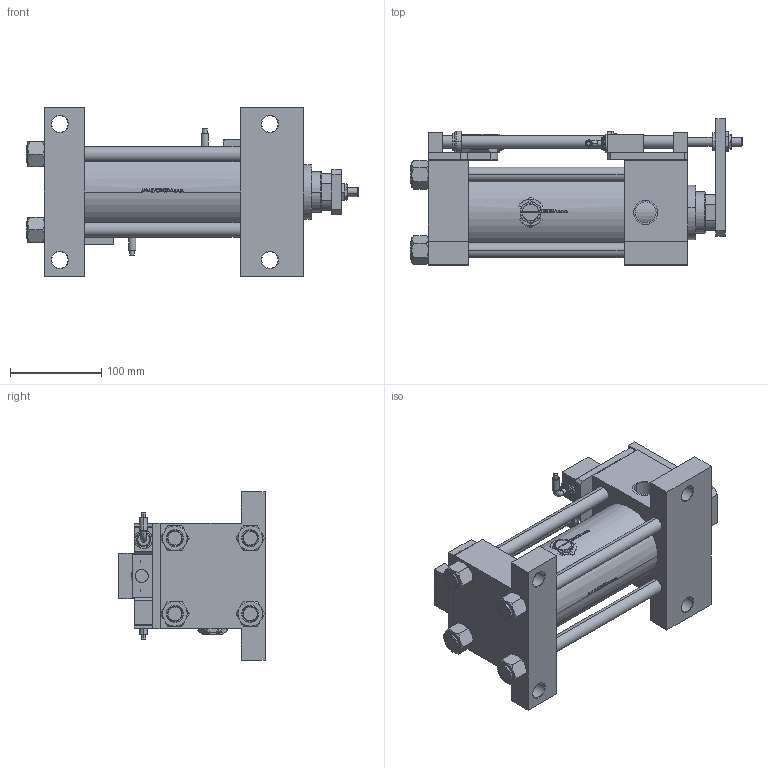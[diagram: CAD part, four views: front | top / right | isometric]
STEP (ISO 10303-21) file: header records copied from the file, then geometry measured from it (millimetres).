
FILE_DESCRIPTION (( 'STEP AP203' ), '1' );
FILE_NAME ('e9ca.STEP', '2022-04-16T21:57:04', ( '' ), ( '' ), 'SwSTEP 2.0', 'SolidWorks 2019', '' );
FILE_SCHEMA (( 'CONFIG_CONTROL_DESIGN' ));
Length unit declared in the file: millimetre
Products named in the file (17): V215CD_SWITCH_Q_NUT10 d6599c73f34a220e1bc1bd6ccfb15e89; V215CD_G_TYCINKA d6599c73f34a220e1bc1bd6ccfb15e89; Zatka_pro_OIL_PORT d6599c73f34a220e1bc1bd6ccfb15e89; V215CD_SWITCH_Q_BLOK d6599c73f34a220e1bc1bd6ccfb15e89; V215CD_SWITCH_Q_PODLOZKA_BACK d6599c73f34a220e1bc1bd6ccfb15e89; V215CD_SWITCH_Q_MAGNET d6599c73f34a220e1bc1bd6ccfb15e89; V215CD_SWITCH_Q_TYC d6599c73f34a220e1bc1bd6ccfb15e89; V215CD_G_Body d6599c73f34a220e1bc1bd6ccfb15e89; V215CD_SWITCH_Q_PODLOZKA_FRONT d6599c73f34a220e1bc1bd6ccfb15e89; V215CD_SWITCH_Q_DIMA d6599c73f34a220e1bc1bd6ccfb15e89; V215CD_VCP_G d6599c73f34a220e1bc1bd6ccfb15e89; e9ca; V215CD_SWITCH_Q_NUT d6599c73f34a220e1bc1bd6ccfb15e89; V215CD_SWITCH_Q_ZARAZKA d6599c73f34a220e1bc1bd6ccfb15e89; V215CD_NUT_M5_G d6599c73f34a220e1bc1bd6ccfb15e89; V215CD_VC_G d6599c73f34a220e1bc1bd6ccfb15e89; V215CD_SWITCH_Q_SWITCH d6599c73f34a220e1bc1bd6ccfb15e89
Assembly tree (26 placements, depth 2):
  e9ca
    V215CD_G_Body d6599c73f34a220e1bc1bd6ccfb15e89
    V215CD_VC_G d6599c73f34a220e1bc1bd6ccfb15e89
    V215CD_VCP_G d6599c73f34a220e1bc1bd6ccfb15e89
    V215CD_G_TYCINKA d6599c73f34a220e1bc1bd6ccfb15e89  x4
    V215CD_NUT_M5_G d6599c73f34a220e1bc1bd6ccfb15e89  x4
    V215CD_SWITCH_Q_BLOK d6599c73f34a220e1bc1bd6ccfb15e89  x2
    V215CD_SWITCH_Q_DIMA d6599c73f34a220e1bc1bd6ccfb15e89
    V215CD_SWITCH_Q_MAGNET d6599c73f34a220e1bc1bd6ccfb15e89  x2
    V215CD_SWITCH_Q_NUT d6599c73f34a220e1bc1bd6ccfb15e89
    V215CD_SWITCH_Q_NUT10 d6599c73f34a220e1bc1bd6ccfb15e89
    V215CD_SWITCH_Q_PODLOZKA_BACK d6599c73f34a220e1bc1bd6ccfb15e89
    V215CD_SWITCH_Q_PODLOZKA_FRONT d6599c73f34a220e1bc1bd6ccfb15e89
    V215CD_SWITCH_Q_SWITCH d6599c73f34a220e1bc1bd6ccfb15e89  x2
    V215CD_SWITCH_Q_TYC d6599c73f34a220e1bc1bd6ccfb15e89
    V215CD_SWITCH_Q_ZARAZKA d6599c73f34a220e1bc1bd6ccfb15e89
    Zatka_pro_OIL_PORT d6599c73f34a220e1bc1bd6ccfb15e89  x2
Bounding box: 363.5 x 160 x 185 mm (x, y, z)
Volume: 2673501.8 mm3; surface area: 486213.8 mm2
Topology: 26 solids, 26 shells, 1475 faces, 3666 edges, 2348 vertices
Faces by surface type: plane 647, bspline 384, cone 207, cylinder 201, torus 36
Entity records: 56531 total; most frequent: CARTESIAN_POINT 28507, ORIENTED_EDGE 6020, DIRECTION 4153, EDGE_CURVE 3010, VERTEX_POINT 1947, LINE 1561, VECTOR 1561, EDGE_LOOP 1323
